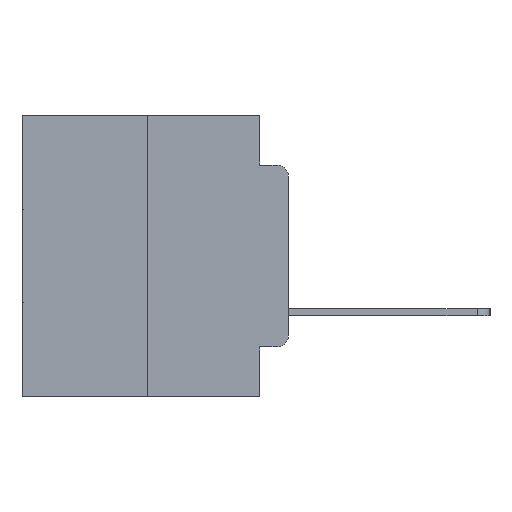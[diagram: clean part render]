
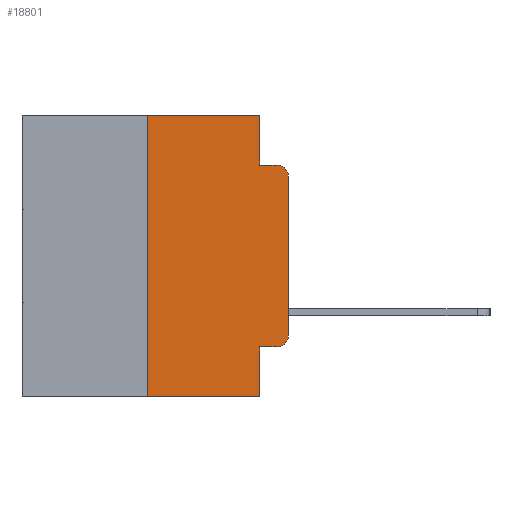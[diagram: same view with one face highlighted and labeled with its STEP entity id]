
A CAD part, left-side view. The second image highlights one B-rep face of the part: STEP entity #18801.
In plain terms, the highlighted planar face has unit normal (-1, 0, 0).
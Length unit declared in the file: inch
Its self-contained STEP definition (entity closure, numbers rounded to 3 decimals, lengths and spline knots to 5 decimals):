
#368 = VERTEX_POINT ( 'NONE', #12417 ) ;
#1067 = VECTOR ( 'NONE', #17378, 39.37008 ) ;
#1309 = LINE ( 'NONE', #4680, #6494 ) ;
#1610 = CARTESIAN_POINT ( 'NONE',  ( 0., 0.02, -0.4115 ) ) ;
#2489 = CARTESIAN_POINT ( 'NONE',  ( 0., 0.25, 0. ) ) ;
#2587 = LINE ( 'NONE', #4175, #13681 ) ;
#2671 = CARTESIAN_POINT ( 'NONE',  ( 0., 0.051, -0.4115 ) ) ;
#3298 = DIRECTION ( 'NONE',  ( 0., 0., 1. ) ) ;
#3347 = CIRCLE ( 'NONE', #14549, 0.02 ) ;
#3576 = VERTEX_POINT ( 'NONE', #4027 ) ;
#3840 = VERTEX_POINT ( 'NONE', #4784 ) ;
#4027 = CARTESIAN_POINT ( 'NONE',  ( 0., 0., -0.1085 ) ) ;
#4175 = CARTESIAN_POINT ( 'NONE',  ( 0., 0.473, -0.5 ) ) ;
#4582 = VECTOR ( 'NONE', #12961, 39.37008 ) ;
#4584 = ORIENTED_EDGE ( 'NONE', *, *, #26870, .T. ) ;
#4666 = DIRECTION ( 'NONE',  ( 0., 0., -1. ) ) ;
#4680 = CARTESIAN_POINT ( 'NONE',  ( 0., 0., 0. ) ) ;
#4784 = CARTESIAN_POINT ( 'NONE',  ( 0., 0., -0.3915 ) ) ;
#5455 = VERTEX_POINT ( 'NONE', #1610 ) ;
#5652 = ORIENTED_EDGE ( 'NONE', *, *, #25253, .T. ) ;
#6148 = CARTESIAN_POINT ( 'NONE',  ( 0., 0.051, 0. ) ) ;
#6242 = EDGE_CURVE ( 'NONE', #5455, #3840, #3347, .T. ) ;
#6398 = DIRECTION ( 'NONE',  ( 0., -1., 0. ) ) ;
#6494 = VECTOR ( 'NONE', #11418, 39.37008 ) ;
#7475 = CARTESIAN_POINT ( 'NONE',  ( 0., 0.051, 0. ) ) ;
#7586 = DIRECTION ( 'NONE',  ( -1., 0., 0. ) ) ;
#7716 = CARTESIAN_POINT ( 'NONE',  ( 0., 0.051, -0.5 ) ) ;
#7797 = CARTESIAN_POINT ( 'NONE',  ( 0., 0.051, -0.0885 ) ) ;
#8817 = LINE ( 'NONE', #7475, #13997 ) ;
#9655 = EDGE_CURVE ( 'NONE', #368, #11406, #16953, .T. ) ;
#10239 = EDGE_CURVE ( 'NONE', #18781, #22011, #15898, .T. ) ;
#10536 = ORIENTED_EDGE ( 'NONE', *, *, #9655, .F. ) ;
#10933 = LINE ( 'NONE', #14232, #27259 ) ;
#10947 = CARTESIAN_POINT ( 'NONE',  ( 0., 0.02, -0.3915 ) ) ;
#10985 = VERTEX_POINT ( 'NONE', #2671 ) ;
#11406 = VERTEX_POINT ( 'NONE', #13219 ) ;
#11418 = DIRECTION ( 'NONE',  ( 0., 0., 1. ) ) ;
#11531 = EDGE_LOOP ( 'NONE', ( #14977, #4584, #10536, #17008, #25283, #26590, #5652, #24949, #20723, #24637 ) ) ;
#11978 = DIRECTION ( 'NONE',  ( 0., 0., -1. ) ) ;
#12313 = FACE_OUTER_BOUND ( 'NONE', #11531, .T. ) ;
#12417 = CARTESIAN_POINT ( 'NONE',  ( 0., 0.051, -0.0885 ) ) ;
#12961 = DIRECTION ( 'NONE',  ( 0., 0., -1. ) ) ;
#13137 = DIRECTION ( 'NONE',  ( 0., 0., -1. ) ) ;
#13219 = CARTESIAN_POINT ( 'NONE',  ( 0., 0.02, -0.0885 ) ) ;
#13382 = AXIS2_PLACEMENT_3D ( 'NONE', #20678, #7586, #22805 ) ;
#13681 = VECTOR ( 'NONE', #6398, 39.37008 ) ;
#13997 = VECTOR ( 'NONE', #11978, 39.37008 ) ;
#14186 = CARTESIAN_POINT ( 'NONE',  ( 0., 0.051, 0. ) ) ;
#14232 = CARTESIAN_POINT ( 'NONE',  ( 0., 0.051, -0.4115 ) ) ;
#14290 = EDGE_CURVE ( 'NONE', #3840, #3576, #1309, .T. ) ;
#14386 = DIRECTION ( 'NONE',  ( 0., -1., 0. ) ) ;
#14549 = AXIS2_PLACEMENT_3D ( 'NONE', #10947, #25891, #13137 ) ;
#14977 = ORIENTED_EDGE ( 'NONE', *, *, #14290, .T. ) ;
#15152 = EDGE_CURVE ( 'NONE', #10985, #5455, #10933, .T. ) ;
#15215 = CARTESIAN_POINT ( 'NONE',  ( 0., 0.473, 0. ) ) ;
#15595 = PLANE ( 'NONE',  #26969 ) ;
#15898 = LINE ( 'NONE', #18712, #21601 ) ;
#16823 = VERTEX_POINT ( 'NONE', #14186 ) ;
#16953 = LINE ( 'NONE', #7797, #25545 ) ;
#17008 = ORIENTED_EDGE ( 'NONE', *, *, #18986, .F. ) ;
#17378 = DIRECTION ( 'NONE',  ( 0., -1., 0. ) ) ;
#17864 = DIRECTION ( 'NONE',  ( 1., 0., 0. ) ) ;
#18672 = LINE ( 'NONE', #15215, #1067 ) ;
#18712 = CARTESIAN_POINT ( 'NONE',  ( 0., 0.25, 0. ) ) ;
#18781 = VERTEX_POINT ( 'NONE', #21970 ) ;
#18801 = ADVANCED_FACE ( 'NONE', ( #12313 ), #15595, .F. ) ;
#18986 = EDGE_CURVE ( 'NONE', #16823, #368, #8817, .T. ) ;
#19688 = CIRCLE ( 'NONE', #13382, 0.02 ) ;
#20678 = CARTESIAN_POINT ( 'NONE',  ( 0., 0.02, -0.1085 ) ) ;
#20723 = ORIENTED_EDGE ( 'NONE', *, *, #15152, .T. ) ;
#20738 = DIRECTION ( 'NONE',  ( 0., -1., 0. ) ) ;
#20843 = VERTEX_POINT ( 'NONE', #7716 ) ;
#21601 = VECTOR ( 'NONE', #3298, 39.37008 ) ;
#21970 = CARTESIAN_POINT ( 'NONE',  ( 0., 0.25, -0.5 ) ) ;
#22011 = VERTEX_POINT ( 'NONE', #2489 ) ;
#22805 = DIRECTION ( 'NONE',  ( 0., 0., -1. ) ) ;
#24117 = CARTESIAN_POINT ( 'NONE',  ( 0., 0.473, 0. ) ) ;
#24637 = ORIENTED_EDGE ( 'NONE', *, *, #6242, .T. ) ;
#24949 = ORIENTED_EDGE ( 'NONE', *, *, #26518, .F. ) ;
#25253 = EDGE_CURVE ( 'NONE', #18781, #20843, #2587, .T. ) ;
#25283 = ORIENTED_EDGE ( 'NONE', *, *, #27061, .F. ) ;
#25545 = VECTOR ( 'NONE', #14386, 39.37008 ) ;
#25891 = DIRECTION ( 'NONE',  ( -1., 0., 0. ) ) ;
#26518 = EDGE_CURVE ( 'NONE', #10985, #20843, #26888, .T. ) ;
#26590 = ORIENTED_EDGE ( 'NONE', *, *, #10239, .F. ) ;
#26870 = EDGE_CURVE ( 'NONE', #3576, #11406, #19688, .T. ) ;
#26888 = LINE ( 'NONE', #6148, #4582 ) ;
#26969 = AXIS2_PLACEMENT_3D ( 'NONE', #24117, #17864, #4666 ) ;
#27061 = EDGE_CURVE ( 'NONE', #22011, #16823, #18672, .T. ) ;
#27259 = VECTOR ( 'NONE', #20738, 39.37008 ) ;
